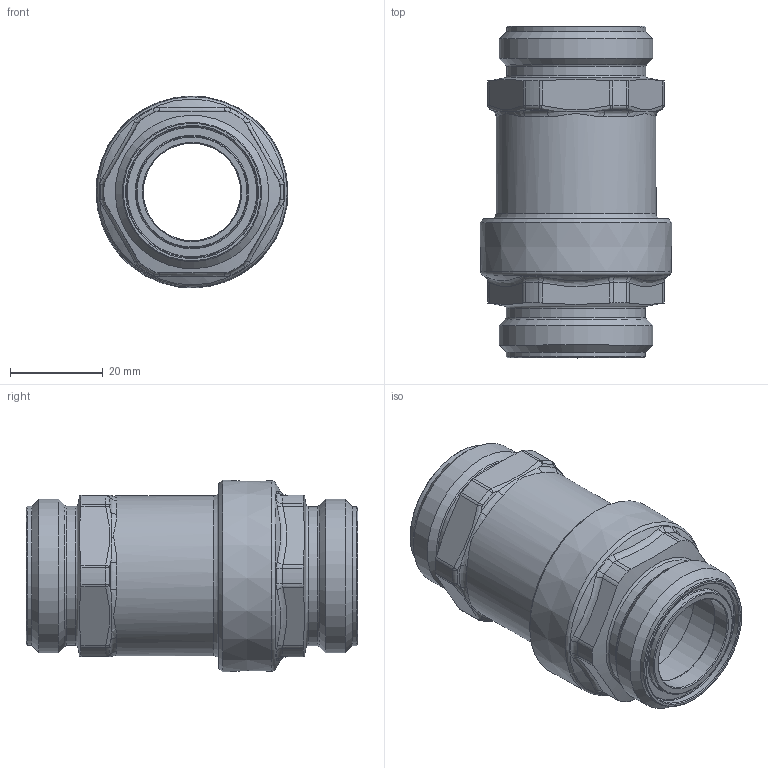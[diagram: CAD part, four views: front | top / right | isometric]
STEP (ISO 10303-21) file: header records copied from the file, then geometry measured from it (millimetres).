
FILE_DESCRIPTION(/* description */ (''),/* implementation_level */ '2;1');
FILE_NAME(/* name */ '127 Body Only_Simplify_1.stp',/* time_stamp */ '2025-07-23T14:46:37-05:00',/* author */ ('ischreiner'),/* organization */ (''),/* preprocessor_version */ 'ST-DEVELOPER v20',/* originating_system */ 'Autodesk Inventor 2025',/* authorisation */ '');
FILE_SCHEMA (('AUTOMOTIVE_DESIGN { 1 0 10303 214 3 1 1 }'));
Length unit declared in the file: inch
Products named in the file (1): 127 Body Only_Simplify_1
Bounding box: 41.38 x 71.5 x 41.38 mm (x, y, z)
Volume: 26182.7 mm3; surface area: 19958.5 mm2
Topology: 2 solids, 2 shells, 195 faces, 438 edges, 255 vertices
Faces by surface type: cone 45, bspline 44, torus 41, cylinder 41, plane 24
Full cylindrical faces by diameter (mm): 21 x2, 24.1 x2, 25 x2, 28.3 x2, 28.5 x1, 28.6 x1, 30 x4, 30.2 x1, 30.4 x1, 33.1 x2, 33.5 x1, 34.5 x1, 35.5 x1, 37 x1, 37.7 x1
Entity records: 8476 total; most frequent: CARTESIAN_POINT 4103, ORIENTED_EDGE 876, DIRECTION 844, EDGE_CURVE 438, AXIS2_PLACEMENT_3D 376, VERTEX_POINT 255, EDGE_LOOP 207, STYLED_ITEM 197
